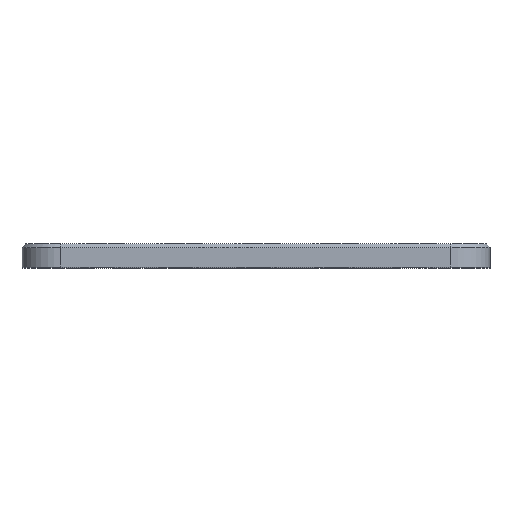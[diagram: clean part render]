
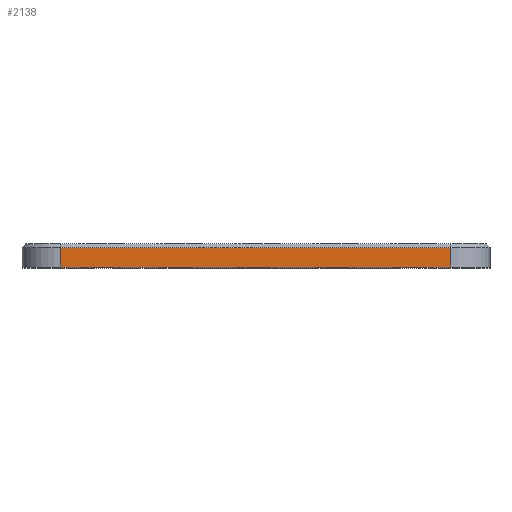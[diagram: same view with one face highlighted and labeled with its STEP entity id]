
A CAD part, top view. The second image highlights one B-rep face of the part: STEP entity #2138.
In plain terms, the highlighted planar face has unit normal (0, 0, 1).
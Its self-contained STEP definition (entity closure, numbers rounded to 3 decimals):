
#111 = CARTESIAN_POINT ( 'NONE',  ( -25., -3., 48.25 ) ) ;
#139 = VECTOR ( 'NONE', #2102, 1000. ) ;
#186 = VECTOR ( 'NONE', #3689, 1000. ) ;
#234 = LINE ( 'NONE', #1812, #139 ) ;
#389 = FACE_OUTER_BOUND ( 'NONE', #514, .T. ) ;
#397 = ORIENTED_EDGE ( 'NONE', *, *, #2584, .T. ) ;
#446 = AXIS2_PLACEMENT_3D ( 'NONE', #3139, #1589, #2877 ) ;
#514 = EDGE_LOOP ( 'NONE', ( #397, #553, #2282, #2388 ) ) ;
#553 = ORIENTED_EDGE ( 'NONE', *, *, #2065, .T. ) ;
#839 = CARTESIAN_POINT ( 'NONE',  ( 30., -0.5, 48.25 ) ) ;
#1522 = VERTEX_POINT ( 'NONE', #2442 ) ;
#1589 = DIRECTION ( 'NONE',  ( 0., 0., 1. ) ) ;
#1650 = CARTESIAN_POINT ( 'NONE',  ( 25., -0.5, 48.25 ) ) ;
#1719 = CARTESIAN_POINT ( 'NONE',  ( 30., -3., 48.25 ) ) ;
#1790 = CARTESIAN_POINT ( 'NONE',  ( -25., -3., 48.25 ) ) ;
#1812 = CARTESIAN_POINT ( 'NONE',  ( 25., -3., 48.25 ) ) ;
#1842 = EDGE_CURVE ( 'NONE', #2213, #1522, #2390, .T. ) ;
#2065 = EDGE_CURVE ( 'NONE', #2824, #2436, #3571, .T. ) ;
#2102 = DIRECTION ( 'NONE',  ( 0., 1., 0. ) ) ;
#2138 = ADVANCED_FACE ( 'NONE', ( #389 ), #3816, .T. ) ;
#2213 = VERTEX_POINT ( 'NONE', #111 ) ;
#2282 = ORIENTED_EDGE ( 'NONE', *, *, #2521, .T. ) ;
#2373 = DIRECTION ( 'NONE',  ( 1., 0., 0. ) ) ;
#2388 = ORIENTED_EDGE ( 'NONE', *, *, #1842, .T. ) ;
#2390 = LINE ( 'NONE', #1719, #2975 ) ;
#2436 = VERTEX_POINT ( 'NONE', #2674 ) ;
#2442 = CARTESIAN_POINT ( 'NONE',  ( 25., -3., 48.25 ) ) ;
#2521 = EDGE_CURVE ( 'NONE', #2436, #2213, #3109, .T. ) ;
#2584 = EDGE_CURVE ( 'NONE', #1522, #2824, #234, .T. ) ;
#2674 = CARTESIAN_POINT ( 'NONE',  ( -25., -0.5, 48.25 ) ) ;
#2746 = VECTOR ( 'NONE', #2999, 1000. ) ;
#2824 = VERTEX_POINT ( 'NONE', #1650 ) ;
#2877 = DIRECTION ( 'NONE',  ( 1., 0., 0. ) ) ;
#2975 = VECTOR ( 'NONE', #2373, 1000. ) ;
#2999 = DIRECTION ( 'NONE',  ( -1., 0., 0. ) ) ;
#3109 = LINE ( 'NONE', #1790, #186 ) ;
#3139 = CARTESIAN_POINT ( 'NONE',  ( 30., -3., 48.25 ) ) ;
#3571 = LINE ( 'NONE', #839, #2746 ) ;
#3689 = DIRECTION ( 'NONE',  ( 0., -1., 0. ) ) ;
#3816 = PLANE ( 'NONE',  #446 ) ;
